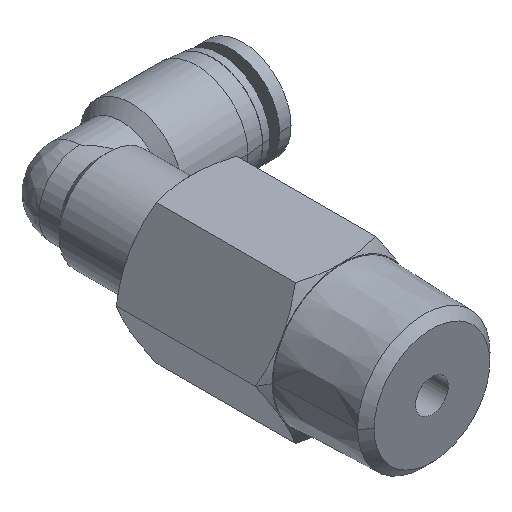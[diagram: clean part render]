
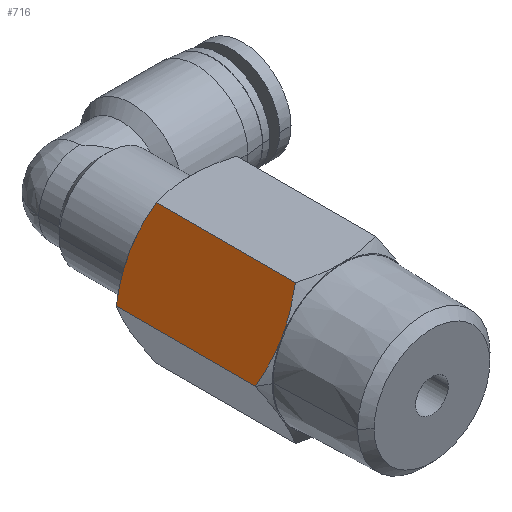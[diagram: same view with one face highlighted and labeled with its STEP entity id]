
A CAD part, isometric view. The second image highlights one B-rep face of the part: STEP entity #716.
In plain terms, the highlighted planar face has unit normal (-0.866, 0, 0.5).
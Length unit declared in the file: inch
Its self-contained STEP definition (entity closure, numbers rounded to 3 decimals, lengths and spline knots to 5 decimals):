
#52 = CARTESIAN_POINT ( 'NONE',  ( -0.23303, -0.71754, 0.26566 ) ) ;
#307 = CARTESIAN_POINT ( 'NONE',  ( -0.38642, 0., 0. ) ) ;
#410 = CARTESIAN_POINT ( 'NONE',  ( -0.23918, -0.7197, 0.25501 ) ) ;
#464 = CARTESIAN_POINT ( 'NONE',  ( -0.32055, -0.00245, 0.11408 ) ) ;
#473 = EDGE_CURVE ( 'NONE', #1879, #4019, #4156, .T. ) ;
#589 = CARTESIAN_POINT ( 'NONE',  ( -0.25907, -0.00244, 0.22056 ) ) ;
#613 = CARTESIAN_POINT ( 'NONE',  ( -0.31683, -0.7259, 0.12047 ) ) ;
#716 = ADVANCED_FACE ( 'NONE', ( #3642 ), #2074, .T. ) ;
#770 = CARTESIAN_POINT ( 'NONE',  ( -0.24229, -0.72071, 0.24964 ) ) ;
#805 = ORIENTED_EDGE ( 'NONE', *, *, #3637, .T. ) ;
#823 = CARTESIAN_POINT ( 'NONE',  ( -0.36883, -0.01974, 0.03045 ) ) ;
#945 = VERTEX_POINT ( 'NONE', #1818 ) ;
#948 = CARTESIAN_POINT ( 'NONE',  ( -0.28981, 0., 0.16732 ) ) ;
#972 = CARTESIAN_POINT ( 'NONE',  ( -0.32654, -0.72376, 0.1037 ) ) ;
#1074 = DIRECTION ( 'NONE',  ( 0.5, 0., 0.866 ) ) ;
#1081 = DIRECTION ( 'NONE',  ( -0.866, 0., 0.5 ) ) ;
#1090 = B_SPLINE_CURVE_WITH_KNOTS ( 'NONE', 3,
 ( #2308, #4527, #464, #3045, #823, #3426 ),
 .UNSPECIFIED., .F., .F.,
 ( 4, 2, 4 ),
 ( 0., 0.5, 1. ),
 .UNSPECIFIED. ) ;
#1092 = CARTESIAN_POINT ( 'NONE',  ( -0.38642, 0., 0. ) ) ;
#1130 = CARTESIAN_POINT ( 'NONE',  ( -0.19321, -0.69846, 0.33465 ) ) ;
#1146 = CARTESIAN_POINT ( 'NONE',  ( -0.27422, -0.72835, 0.19433 ) ) ;
#1335 = CARTESIAN_POINT ( 'NONE',  ( -0.19321, 0., 0.33465 ) ) ;
#1336 = EDGE_LOOP ( 'NONE', ( #2866, #1812, #3542, #805, #2070, #2457 ) ) ;
#1343 = CARTESIAN_POINT ( 'NONE',  ( -0.33241, -0.72219, 0.09354 ) ) ;
#1438 = B_SPLINE_CURVE_WITH_KNOTS ( 'NONE', 3,
 ( #1130, #3350, #1893, #4477, #2252, #52, #2626, #410, #2991, #770, #3363, #1146, #3736 ),
 .UNSPECIFIED., .F., .F.,
 ( 4, 2, 2, 1, 2, 2, 4 ),
 ( 0., 0.25, 0.375, 0.4375, 0.46875, 0.5, 1. ),
 .UNSPECIFIED. ) ;
#1463 = VERTEX_POINT ( 'NONE', #4102 ) ;
#1512 = VECTOR ( 'NONE', #4314, 39.37008 ) ;
#1610 = B_SPLINE_CURVE_WITH_KNOTS ( 'NONE', 3,
 ( #2429, #3534, #2827, #613, #3198, #972, #3570, #1343, #3937, #1730, #4325, #2108, #4681 ),
 .UNSPECIFIED., .F., .F.,
 ( 4, 2, 2, 1, 2, 2, 4 ),
 ( 0., 0.25, 0.375, 0.4375, 0.46875, 0.5, 1. ),
 .UNSPECIFIED. ) ;
#1730 = CARTESIAN_POINT ( 'NONE',  ( -0.33532, -0.72133, 0.08849 ) ) ;
#1766 = EDGE_CURVE ( 'NONE', #4440, #1463, #2848, .T. ) ;
#1812 = ORIENTED_EDGE ( 'NONE', *, *, #4625, .T. ) ;
#1818 = CARTESIAN_POINT ( 'NONE',  ( -0.19321, -0.69846, 0.33465 ) ) ;
#1846 = CARTESIAN_POINT ( 'NONE',  ( -0.38642, -0.02989, 0. ) ) ;
#1879 = VERTEX_POINT ( 'NONE', #4013 ) ;
#1893 = CARTESIAN_POINT ( 'NONE',  ( -0.21027, -0.70782, 0.30508 ) ) ;
#1924 = CARTESIAN_POINT ( 'NONE',  ( -0.28981, -0.72835, 0.16732 ) ) ;
#1977 = CARTESIAN_POINT ( 'NONE',  ( -0.19321, -0.02989, 0.33465 ) ) ;
#2070 = ORIENTED_EDGE ( 'NONE', *, *, #473, .F. ) ;
#2074 = PLANE ( 'NONE',  #3312 ) ;
#2108 = CARTESIAN_POINT ( 'NONE',  ( -0.36914, -0.70843, 0.02992 ) ) ;
#2252 = CARTESIAN_POINT ( 'NONE',  ( -0.22686, -0.71518, 0.27634 ) ) ;
#2270 = DIRECTION ( 'NONE',  ( 0., 1., 0. ) ) ;
#2308 = CARTESIAN_POINT ( 'NONE',  ( -0.28981, 0., 0.16732 ) ) ;
#2388 = LINE ( 'NONE', #1335, #1512 ) ;
#2429 = CARTESIAN_POINT ( 'NONE',  ( -0.28981, -0.72835, 0.16732 ) ) ;
#2436 = CARTESIAN_POINT ( 'NONE',  ( -0.21078, -0.01974, 0.30421 ) ) ;
#2457 = ORIENTED_EDGE ( 'NONE', *, *, #3068, .F. ) ;
#2626 = CARTESIAN_POINT ( 'NONE',  ( -0.23611, -0.71866, 0.26033 ) ) ;
#2796 = CARTESIAN_POINT ( 'NONE',  ( -0.22748, -0.01222, 0.27529 ) ) ;
#2827 = CARTESIAN_POINT ( 'NONE',  ( -0.30527, -0.72774, 0.1405 ) ) ;
#2848 = B_SPLINE_CURVE_WITH_KNOTS ( 'NONE', 3,
 ( #4275, #2436, #2796, #589, #3176, #948 ),
 .UNSPECIFIED., .F., .F.,
 ( 4, 2, 4 ),
 ( 0., 0.5, 1. ),
 .UNSPECIFIED. ) ;
#2866 = ORIENTED_EDGE ( 'NONE', *, *, #3284, .F. ) ;
#2932 = VECTOR ( 'NONE', #2270, 39.37008 ) ;
#2991 = CARTESIAN_POINT ( 'NONE',  ( -0.24123, -0.72037, 0.25147 ) ) ;
#3045 = CARTESIAN_POINT ( 'NONE',  ( -0.35214, -0.01222, 0.05936 ) ) ;
#3068 = EDGE_CURVE ( 'NONE', #4061, #1879, #1610, .T. ) ;
#3176 = CARTESIAN_POINT ( 'NONE',  ( -0.27459, 0., 0.1937 ) ) ;
#3198 = CARTESIAN_POINT ( 'NONE',  ( -0.3207, -0.72514, 0.11379 ) ) ;
#3284 = EDGE_CURVE ( 'NONE', #945, #4061, #1438, .T. ) ;
#3312 = AXIS2_PLACEMENT_3D ( 'NONE', #1092, #1081, #1074 ) ;
#3350 = CARTESIAN_POINT ( 'NONE',  ( -0.20185, -0.70344, 0.31969 ) ) ;
#3363 = CARTESIAN_POINT ( 'NONE',  ( -0.25908, -0.7259, 0.22056 ) ) ;
#3426 = CARTESIAN_POINT ( 'NONE',  ( -0.38642, -0.02989, 0. ) ) ;
#3534 = CARTESIAN_POINT ( 'NONE',  ( -0.29761, -0.72835, 0.15382 ) ) ;
#3542 = ORIENTED_EDGE ( 'NONE', *, *, #1766, .T. ) ;
#3570 = CARTESIAN_POINT ( 'NONE',  ( -0.32946, -0.72302, 0.09863 ) ) ;
#3637 = EDGE_CURVE ( 'NONE', #1463, #4019, #1090, .T. ) ;
#3642 = FACE_OUTER_BOUND ( 'NONE', #1336, .T. ) ;
#3736 = CARTESIAN_POINT ( 'NONE',  ( -0.28981, -0.72835, 0.16732 ) ) ;
#3937 = CARTESIAN_POINT ( 'NONE',  ( -0.33437, -0.72161, 0.09014 ) ) ;
#4013 = CARTESIAN_POINT ( 'NONE',  ( -0.38642, -0.69846, 0. ) ) ;
#4019 = VERTEX_POINT ( 'NONE', #1846 ) ;
#4061 = VERTEX_POINT ( 'NONE', #1924 ) ;
#4102 = CARTESIAN_POINT ( 'NONE',  ( -0.28981, 0., 0.16732 ) ) ;
#4156 = LINE ( 'NONE', #307, #2932 ) ;
#4275 = CARTESIAN_POINT ( 'NONE',  ( -0.19321, -0.02989, 0.33465 ) ) ;
#4314 = DIRECTION ( 'NONE',  ( 0., 1., 0. ) ) ;
#4325 = CARTESIAN_POINT ( 'NONE',  ( -0.35271, -0.71595, 0.05837 ) ) ;
#4440 = VERTEX_POINT ( 'NONE', #1977 ) ;
#4477 = CARTESIAN_POINT ( 'NONE',  ( -0.22274, -0.71346, 0.28348 ) ) ;
#4527 = CARTESIAN_POINT ( 'NONE',  ( -0.30503, 0., 0.14096 ) ) ;
#4625 = EDGE_CURVE ( 'NONE', #945, #4440, #2388, .T. ) ;
#4681 = CARTESIAN_POINT ( 'NONE',  ( -0.38642, -0.69846, 0. ) ) ;
